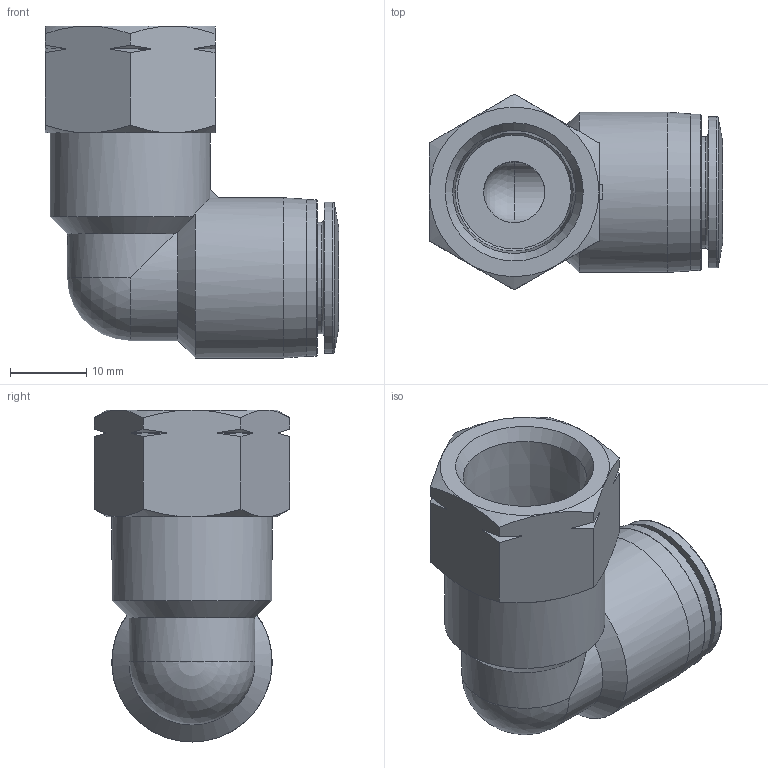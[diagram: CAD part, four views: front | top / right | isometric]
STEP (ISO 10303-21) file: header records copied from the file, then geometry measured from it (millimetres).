
FILE_DESCRIPTION(/* description */ ('STEP AP214'),/* implementation_level */ '2;1');
FILE_NAME(/* name */ '564665_QBLF-3_8-1_2-U',/* time_stamp */ '2024-09-14T02:37:44+02:00',/* author */ ('License CC BY-ND 4.0'),/* organization */ ('CADENAS'),/* preprocessor_version */ 'ST-DEVELOPER v19.3',/* originating_system */ 'PARTsolutions',/* authorisation */ ' ');
FILE_SCHEMA (('AUTOMOTIVE_DESIGN {1 0 10303 214 3 1 1}'));
Length unit declared in the file: millimetre
Products named in the file (1): 564665 QBLF-3/8-1/2-U
Bounding box: 38.41 x 25.66 x 43.5 mm (x, y, z)
Volume: 12920.2 mm3; surface area: 6894.8 mm2
Topology: 1 solids, 1 shells, 69 faces, 169 edges, 105 vertices
Faces by surface type: cone 32, cylinder 16, plane 16, torus 3, sphere 2
Full cylindrical faces by diameter (mm): 8 x2, 12.6 x1, 14.6 x1, 19.8 x1, 20.5 x1, 21 x2
Entity records: 2436 total; most frequent: CARTESIAN_POINT 475, DIRECTION 290, ORIENTED_EDGE 288, EDGE_CURVE 144, AXIS2_PLACEMENT_3D 130, VERTEX_POINT 99, EDGE_LOOP 93, FACE_BOUND 93
